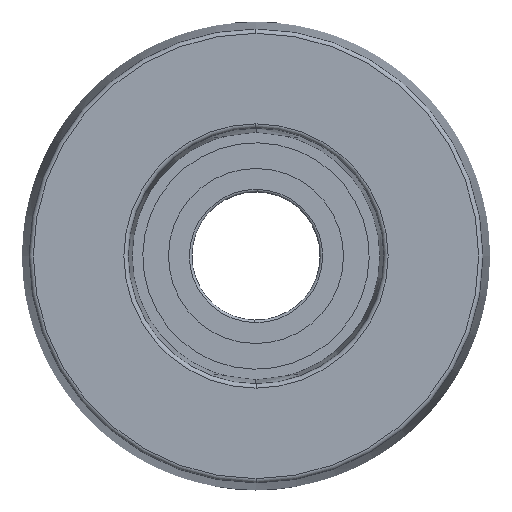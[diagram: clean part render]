
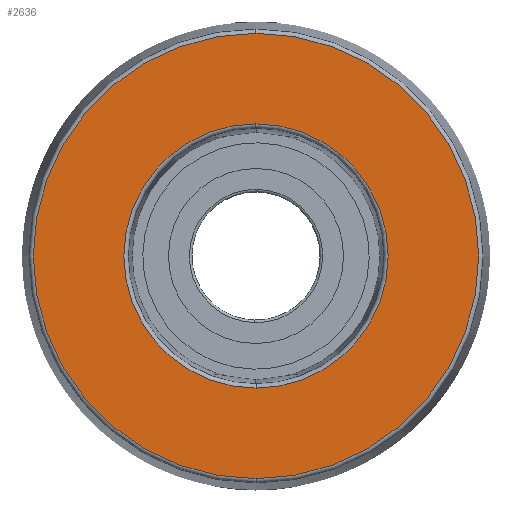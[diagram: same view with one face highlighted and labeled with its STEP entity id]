
A CAD part, left-side view. The second image highlights one B-rep face of the part: STEP entity #2636.
In plain terms, the highlighted planar face has unit normal (-1, 0, 0).
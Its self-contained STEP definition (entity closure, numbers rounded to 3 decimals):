
#59 = ORIENTED_EDGE ( 'NONE', *, *, #1605, .T. ) ;
#60 = DIRECTION ( 'NONE',  ( -1., 0., 0. ) ) ;
#239 = CARTESIAN_POINT ( 'NONE',  ( 0., 0., 0. ) ) ;
#248 = CARTESIAN_POINT ( 'NONE',  ( 0., 0., 15.47 ) ) ;
#354 = FACE_BOUND ( 'NONE', #1906, .T. ) ;
#643 = CIRCLE ( 'NONE', #2167, 15.47 ) ;
#784 = CARTESIAN_POINT ( 'NONE',  ( 0., 0., -26.073 ) ) ;
#810 = VERTEX_POINT ( 'NONE', #2752 ) ;
#831 = AXIS2_PLACEMENT_3D ( 'NONE', #2488, #60, #1414 ) ;
#853 = CIRCLE ( 'NONE', #2459, 26.073 ) ;
#884 = EDGE_CURVE ( 'NONE', #2144, #2268, #853, .T. ) ;
#886 = DIRECTION ( 'NONE',  ( 0., 0., -1. ) ) ;
#1094 = DIRECTION ( 'NONE',  ( 1., 0., 0. ) ) ;
#1101 = AXIS2_PLACEMENT_3D ( 'NONE', #2061, #2604, #2562 ) ;
#1121 = ORIENTED_EDGE ( 'NONE', *, *, #1696, .T. ) ;
#1153 = DIRECTION ( 'NONE',  ( 1., 0., 0. ) ) ;
#1214 = CARTESIAN_POINT ( 'NONE',  ( 0., 0., 0. ) ) ;
#1248 = PLANE ( 'NONE',  #1948 ) ;
#1373 = CARTESIAN_POINT ( 'NONE',  ( 0., 0., 26.073 ) ) ;
#1382 = CIRCLE ( 'NONE', #831, 26.073 ) ;
#1384 = VERTEX_POINT ( 'NONE', #248 ) ;
#1414 = DIRECTION ( 'NONE',  ( 0., 0., -1. ) ) ;
#1467 = FACE_OUTER_BOUND ( 'NONE', #2788, .T. ) ;
#1605 = EDGE_CURVE ( 'NONE', #2268, #2144, #1382, .T. ) ;
#1659 = CARTESIAN_POINT ( 'NONE',  ( 0., 15., 0. ) ) ;
#1696 = EDGE_CURVE ( 'NONE', #1384, #810, #2348, .T. ) ;
#1906 = EDGE_LOOP ( 'NONE', ( #2701, #1121 ) ) ;
#1948 = AXIS2_PLACEMENT_3D ( 'NONE', #1659, #1094, #886 ) ;
#2061 = CARTESIAN_POINT ( 'NONE',  ( 0., 0., 0. ) ) ;
#2083 = DIRECTION ( 'NONE',  ( -1., 0., 0. ) ) ;
#2144 = VERTEX_POINT ( 'NONE', #1373 ) ;
#2167 = AXIS2_PLACEMENT_3D ( 'NONE', #239, #1153, #2499 ) ;
#2197 = EDGE_CURVE ( 'NONE', #810, #1384, #643, .T. ) ;
#2220 = ORIENTED_EDGE ( 'NONE', *, *, #884, .T. ) ;
#2268 = VERTEX_POINT ( 'NONE', #784 ) ;
#2348 = CIRCLE ( 'NONE', #1101, 15.47 ) ;
#2459 = AXIS2_PLACEMENT_3D ( 'NONE', #1214, #2083, #2801 ) ;
#2488 = CARTESIAN_POINT ( 'NONE',  ( 0., 0., 0. ) ) ;
#2499 = DIRECTION ( 'NONE',  ( 0., 0., -1. ) ) ;
#2562 = DIRECTION ( 'NONE',  ( 0., 0., -1. ) ) ;
#2604 = DIRECTION ( 'NONE',  ( 1., 0., 0. ) ) ;
#2636 = ADVANCED_FACE ( 'NONE', ( #354, #1467 ), #1248, .F. ) ;
#2701 = ORIENTED_EDGE ( 'NONE', *, *, #2197, .T. ) ;
#2752 = CARTESIAN_POINT ( 'NONE',  ( 0., 0., -15.47 ) ) ;
#2788 = EDGE_LOOP ( 'NONE', ( #59, #2220 ) ) ;
#2801 = DIRECTION ( 'NONE',  ( 0., 0., -1. ) ) ;
